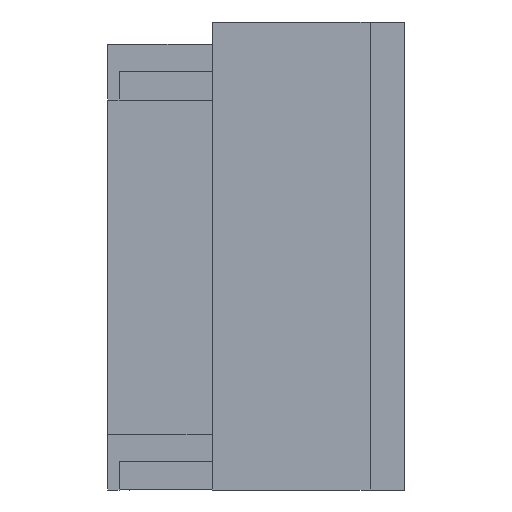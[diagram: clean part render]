
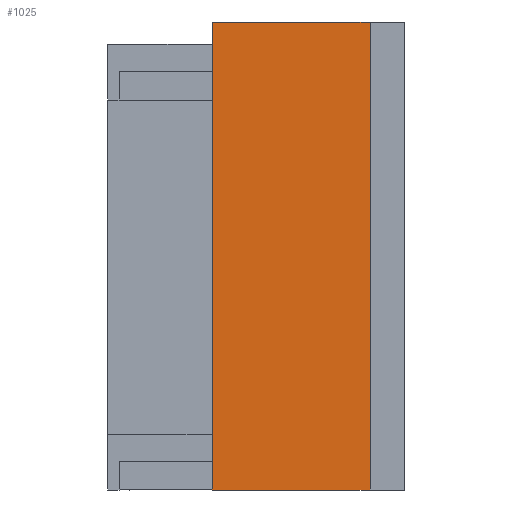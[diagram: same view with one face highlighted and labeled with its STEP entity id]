
A CAD part, left-side view. The second image highlights one B-rep face of the part: STEP entity #1025.
In plain terms, the highlighted planar face has unit normal (-1, 0, 0).
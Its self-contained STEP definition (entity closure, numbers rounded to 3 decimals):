
#1025=ADVANCED_FACE('',(#2747),#1954,.T.);
#1954=PLANE('',#18547);
#2747=FACE_OUTER_BOUND('',#3716,.T.);
#3716=EDGE_LOOP('',(#5835,#5836,#5837,#5838,#5839,#5840));
#5835=ORIENTED_EDGE('',*,*,#12008,.F.);
#5836=ORIENTED_EDGE('',*,*,#12009,.T.);
#5837=ORIENTED_EDGE('',*,*,#12010,.F.);
#5838=ORIENTED_EDGE('',*,*,#12011,.F.);
#5839=ORIENTED_EDGE('',*,*,#11991,.F.);
#5840=ORIENTED_EDGE('',*,*,#11867,.F.);
#9973=VERTEX_POINT('',#25342);
#9974=VERTEX_POINT('',#25344);
#10045=VERTEX_POINT('',#25623);
#10056=VERTEX_POINT('',#25671);
#10057=VERTEX_POINT('',#25675);
#10058=VERTEX_POINT('',#25677);
#11867=EDGE_CURVE('',#9973,#9974,#14408,.T.);
#11991=EDGE_CURVE('',#9974,#10045,#14512,.T.);
#12008=EDGE_CURVE('',#10056,#9973,#14523,.T.);
#12009=EDGE_CURVE('',#10056,#10057,#14524,.T.);
#12010=EDGE_CURVE('',#10058,#10057,#14525,.T.);
#12011=EDGE_CURVE('',#10045,#10058,#14526,.T.);
#14408=LINE('',#25343,#16601);
#14512=LINE('',#25622,#16705);
#14523=LINE('',#25672,#16716);
#14524=LINE('',#25674,#16717);
#14525=LINE('',#25676,#16718);
#14526=LINE('',#25678,#16719);
#16601=VECTOR('',#20506,1.);
#16705=VECTOR('',#20722,1.);
#16716=VECTOR('',#20739,1.);
#16717=VECTOR('',#20742,1.);
#16718=VECTOR('',#20743,1.);
#16719=VECTOR('',#20744,1.);
#18547=AXIS2_PLACEMENT_3D('',#25679,#20745,#20746);
#20506=DIRECTION('',(0.,1.,0.));
#20722=DIRECTION('',(0.,0.,1.));
#20739=DIRECTION('',(0.,0.,-1.));
#20742=DIRECTION('',(0.,0.,1.));
#20743=DIRECTION('',(0.,-1.,0.));
#20744=DIRECTION('',(0.,0.,1.));
#20745=DIRECTION('',(-1.,0.,0.));
#20746=DIRECTION('',(0.,-1.,0.));
#25342=CARTESIAN_POINT('',(19.492,-26.656,-18.258));
#25343=CARTESIAN_POINT('',(19.494,0.685,-18.258));
#25344=CARTESIAN_POINT('',(19.493,-16.736,-18.258));
#25622=CARTESIAN_POINT('',(19.493,-16.736,23.742));
#25623=CARTESIAN_POINT('',(19.493,-16.736,6.242));
#25671=CARTESIAN_POINT('',(19.493,-26.656,6.242));
#25672=CARTESIAN_POINT('',(19.492,-26.656,23.742));
#25674=CARTESIAN_POINT('',(19.492,-26.656,-4.258));
#25675=CARTESIAN_POINT('',(19.492,-26.656,11.142));
#25676=CARTESIAN_POINT('',(19.492,-26.656,11.142));
#25677=CARTESIAN_POINT('',(19.493,-16.736,11.142));
#25678=CARTESIAN_POINT('',(19.493,-16.736,9.742));
#25679=CARTESIAN_POINT('',(19.492,-26.656,23.742));
